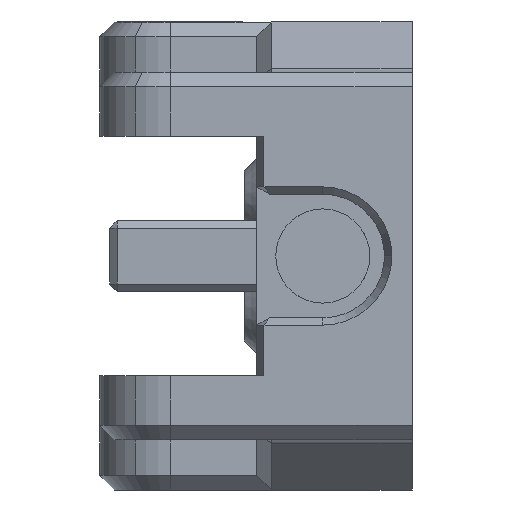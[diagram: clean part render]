
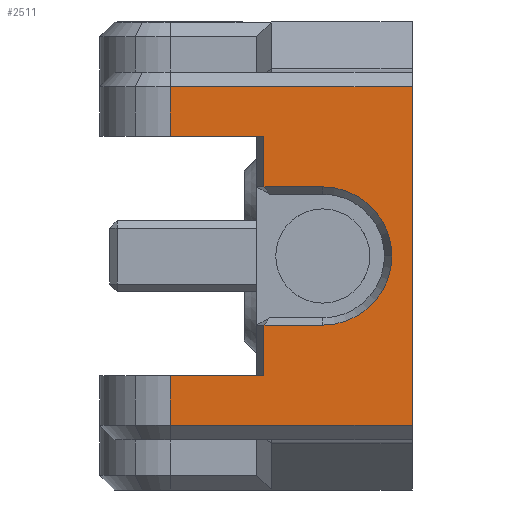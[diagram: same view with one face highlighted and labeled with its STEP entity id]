
A CAD part, left-side view. The second image highlights one B-rep face of the part: STEP entity #2511.
In plain terms, the highlighted planar face has unit normal (-1, 0, 0).
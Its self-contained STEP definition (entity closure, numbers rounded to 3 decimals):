
#33 = CARTESIAN_POINT ( 'NONE',  ( -35.166, -16.587, 11.527 ) ) ;
#86 = VECTOR ( 'NONE', #1873, 1000. ) ;
#211 = VECTOR ( 'NONE', #3623, 1000. ) ;
#262 = VERTEX_POINT ( 'NONE', #863 ) ;
#290 = CARTESIAN_POINT ( 'NONE',  ( -35.166, 0., 8.159 ) ) ;
#429 = CARTESIAN_POINT ( 'NONE',  ( -35.166, -0.129, -8.145 ) ) ;
#440 = CARTESIAN_POINT ( 'NONE',  ( -35.166, -16.587, -11.512 ) ) ;
#448 = ORIENTED_EDGE ( 'NONE', *, *, #514, .F. ) ;
#514 = EDGE_CURVE ( 'NONE', #5561, #5595, #1029, .T. ) ;
#532 = CARTESIAN_POINT ( 'NONE',  ( -35.166, -27.191, -4.7 ) ) ;
#668 = VERTEX_POINT ( 'NONE', #3822 ) ;
#677 = EDGE_CURVE ( 'NONE', #5640, #3193, #4272, .T. ) ;
#707 = ORIENTED_EDGE ( 'NONE', *, *, #3462, .F. ) ;
#715 = ORIENTED_EDGE ( 'NONE', *, *, #2660, .T. ) ;
#863 = CARTESIAN_POINT ( 'NONE',  ( -35.166, -6.5, -8.145 ) ) ;
#935 = EDGE_CURVE ( 'NONE', #5331, #1167, #1046, .T. ) ;
#969 = VECTOR ( 'NONE', #5650, 1000. ) ;
#973 = ORIENTED_EDGE ( 'NONE', *, *, #4963, .F. ) ;
#977 = AXIS2_PLACEMENT_3D ( 'NONE', #2951, #2490, #4326 ) ;
#1008 = DIRECTION ( 'NONE',  ( 0., 0., -1. ) ) ;
#1021 = CARTESIAN_POINT ( 'NONE',  ( -35.166, -0.129, 11.527 ) ) ;
#1029 = LINE ( 'NONE', #33, #86 ) ;
#1046 = LINE ( 'NONE', #532, #5177 ) ;
#1167 = VERTEX_POINT ( 'NONE', #2854 ) ;
#1279 = AXIS2_PLACEMENT_3D ( 'NONE', #5950, #5501, #4661 ) ;
#1343 = DIRECTION ( 'NONE',  ( 0., 1., 0. ) ) ;
#1410 = CARTESIAN_POINT ( 'NONE',  ( -35.166, -6.5, 10.145 ) ) ;
#1438 = VECTOR ( 'NONE', #1008, 1000. ) ;
#1445 = LINE ( 'NONE', #2835, #1438 ) ;
#1523 = DIRECTION ( 'NONE',  ( 0., 0., -1. ) ) ;
#1578 = CARTESIAN_POINT ( 'NONE',  ( -35.166, -0.129, 8.159 ) ) ;
#1612 = CARTESIAN_POINT ( 'NONE',  ( -35.166, -10.5, -4.7 ) ) ;
#1649 = VECTOR ( 'NONE', #2137, 1000. ) ;
#1651 = LINE ( 'NONE', #4873, #969 ) ;
#1721 = VECTOR ( 'NONE', #1343, 1000. ) ;
#1873 = DIRECTION ( 'NONE',  ( 0., -1., 0. ) ) ;
#1994 = VERTEX_POINT ( 'NONE', #429 ) ;
#1996 = EDGE_CURVE ( 'NONE', #2756, #5640, #2266, .T. ) ;
#2002 = DIRECTION ( 'NONE',  ( 0., 1., 0. ) ) ;
#2137 = DIRECTION ( 'NONE',  ( 0., 1., 0. ) ) ;
#2266 = LINE ( 'NONE', #3620, #4878 ) ;
#2368 = CARTESIAN_POINT ( 'NONE',  ( -35.166, -16.587, 11.527 ) ) ;
#2440 = LINE ( 'NONE', #1410, #2815 ) ;
#2460 = DIRECTION ( 'NONE',  ( 0., 0., 1. ) ) ;
#2490 = DIRECTION ( 'NONE',  ( -1., 0., 0. ) ) ;
#2511 = ADVANCED_FACE ( 'NONE', ( #3762 ), #4119, .T. ) ;
#2556 = VERTEX_POINT ( 'NONE', #1578 ) ;
#2660 = EDGE_CURVE ( 'NONE', #668, #5331, #5410, .T. ) ;
#2756 = VERTEX_POINT ( 'NONE', #5344 ) ;
#2815 = VECTOR ( 'NONE', #1523, 1000. ) ;
#2835 = CARTESIAN_POINT ( 'NONE',  ( -35.166, -0.129, 10.145 ) ) ;
#2854 = CARTESIAN_POINT ( 'NONE',  ( -35.166, -6.5, -4.7 ) ) ;
#2884 = EDGE_CURVE ( 'NONE', #262, #1994, #5461, .T. ) ;
#2918 = CARTESIAN_POINT ( 'NONE',  ( -35.166, -6.5, 4.714 ) ) ;
#2921 = DIRECTION ( 'NONE',  ( 1., 0., 0. ) ) ;
#2951 = CARTESIAN_POINT ( 'NONE',  ( -35.166, -10.5, 0.014 ) ) ;
#2987 = VECTOR ( 'NONE', #5645, 1000. ) ;
#3033 = ORIENTED_EDGE ( 'NONE', *, *, #4808, .F. ) ;
#3143 = CARTESIAN_POINT ( 'NONE',  ( -35.166, -0.129, -10.131 ) ) ;
#3193 = VERTEX_POINT ( 'NONE', #4555 ) ;
#3233 = LINE ( 'NONE', #3143, #211 ) ;
#3280 = EDGE_CURVE ( 'NONE', #1994, #5593, #1445, .T. ) ;
#3462 = EDGE_CURVE ( 'NONE', #5595, #3563, #1651, .T. ) ;
#3468 = ORIENTED_EDGE ( 'NONE', *, *, #2884, .T. ) ;
#3563 = VERTEX_POINT ( 'NONE', #4956 ) ;
#3620 = CARTESIAN_POINT ( 'NONE',  ( -35.166, -27.191, 4.714 ) ) ;
#3623 = DIRECTION ( 'NONE',  ( 0., 0., 1. ) ) ;
#3719 = CARTESIAN_POINT ( 'NONE',  ( -35.166, 0., -8.145 ) ) ;
#3760 = CIRCLE ( 'NONE', #977, 4.7 ) ;
#3762 = FACE_OUTER_BOUND ( 'NONE', #4001, .T. ) ;
#3771 = EDGE_CURVE ( 'NONE', #668, #2756, #3760, .T. ) ;
#3822 = CARTESIAN_POINT ( 'NONE',  ( -35.166, -15.2, 0.007 ) ) ;
#4001 = EDGE_LOOP ( 'NONE', ( #5822, #4246, #707, #448, #3033, #973, #5680, #5403, #4900, #715, #5462, #4986, #3468 ) ) ;
#4016 = DIRECTION ( 'NONE',  ( 0., -1., 0. ) ) ;
#4079 = LINE ( 'NONE', #440, #4734 ) ;
#4097 = DIRECTION ( 'NONE',  ( 0., 1., 0. ) ) ;
#4119 = PLANE ( 'NONE',  #1279 ) ;
#4246 = ORIENTED_EDGE ( 'NONE', *, *, #5840, .T. ) ;
#4272 = LINE ( 'NONE', #5199, #2987 ) ;
#4291 = CARTESIAN_POINT ( 'NONE',  ( -35.166, -10.5, 0. ) ) ;
#4326 = DIRECTION ( 'NONE',  ( 0., 0., -1. ) ) ;
#4357 = AXIS2_PLACEMENT_3D ( 'NONE', #4291, #2921, #2460 ) ;
#4555 = CARTESIAN_POINT ( 'NONE',  ( -35.166, -6.5, 8.159 ) ) ;
#4661 = DIRECTION ( 'NONE',  ( 0., 0., 1. ) ) ;
#4734 = VECTOR ( 'NONE', #4016, 1000. ) ;
#4808 = EDGE_CURVE ( 'NONE', #2556, #5561, #3233, .T. ) ;
#4873 = CARTESIAN_POINT ( 'NONE',  ( -35.166, -16.587, 10.145 ) ) ;
#4878 = VECTOR ( 'NONE', #4097, 1000. ) ;
#4900 = ORIENTED_EDGE ( 'NONE', *, *, #3771, .F. ) ;
#4956 = CARTESIAN_POINT ( 'NONE',  ( -35.166, -16.587, -11.512 ) ) ;
#4963 = EDGE_CURVE ( 'NONE', #3193, #2556, #5731, .T. ) ;
#4986 = ORIENTED_EDGE ( 'NONE', *, *, #5118, .T. ) ;
#5118 = EDGE_CURVE ( 'NONE', #1167, #262, #2440, .T. ) ;
#5177 = VECTOR ( 'NONE', #2002, 1000. ) ;
#5199 = CARTESIAN_POINT ( 'NONE',  ( -35.166, -6.5, -10.131 ) ) ;
#5331 = VERTEX_POINT ( 'NONE', #1612 ) ;
#5344 = CARTESIAN_POINT ( 'NONE',  ( -35.166, -10.5, 4.714 ) ) ;
#5403 = ORIENTED_EDGE ( 'NONE', *, *, #1996, .F. ) ;
#5410 = CIRCLE ( 'NONE', #4357, 4.7 ) ;
#5461 = LINE ( 'NONE', #3719, #1721 ) ;
#5462 = ORIENTED_EDGE ( 'NONE', *, *, #935, .T. ) ;
#5501 = DIRECTION ( 'NONE',  ( -1., 0., 0. ) ) ;
#5561 = VERTEX_POINT ( 'NONE', #1021 ) ;
#5593 = VERTEX_POINT ( 'NONE', #5637 ) ;
#5595 = VERTEX_POINT ( 'NONE', #2368 ) ;
#5637 = CARTESIAN_POINT ( 'NONE',  ( -35.166, -0.129, -11.512 ) ) ;
#5640 = VERTEX_POINT ( 'NONE', #2918 ) ;
#5645 = DIRECTION ( 'NONE',  ( 0., 0., 1. ) ) ;
#5650 = DIRECTION ( 'NONE',  ( 0., 0., -1. ) ) ;
#5680 = ORIENTED_EDGE ( 'NONE', *, *, #677, .F. ) ;
#5731 = LINE ( 'NONE', #290, #1649 ) ;
#5822 = ORIENTED_EDGE ( 'NONE', *, *, #3280, .T. ) ;
#5840 = EDGE_CURVE ( 'NONE', #5593, #3563, #4079, .T. ) ;
#5950 = CARTESIAN_POINT ( 'NONE',  ( -35.166, -27.191, 10.145 ) ) ;
